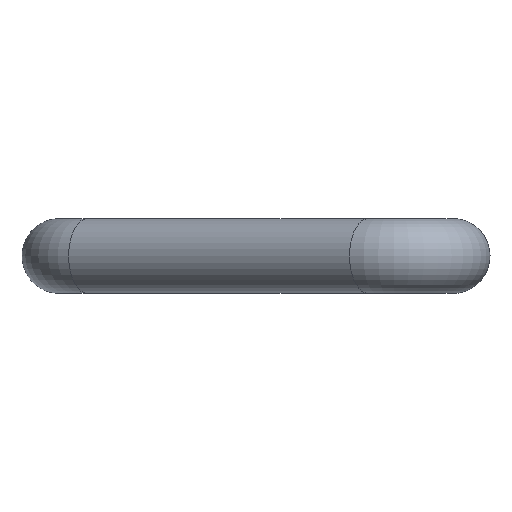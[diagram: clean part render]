
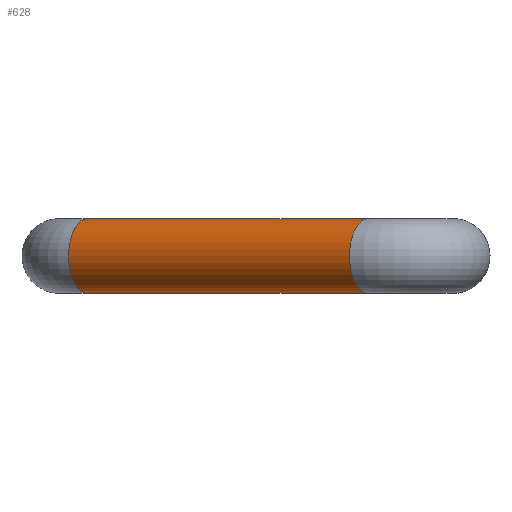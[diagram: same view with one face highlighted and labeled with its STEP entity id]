
A CAD part, left-side view. The second image highlights one B-rep face of the part: STEP entity #628.
In plain terms, the highlighted cylindrical face has radius 2 mm (diameter 4 mm), a full revolution.
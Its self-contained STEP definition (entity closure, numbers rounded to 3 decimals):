
#195 = AXIS2_PLACEMENT_3D ( 'NONE', #9250, #459, #9102 ) ;
#459 = DIRECTION ( 'NONE',  ( -0.5, -0.866, 0. ) ) ;
#463 = DIRECTION ( 'NONE',  ( -0.5, -0.866, 0. ) ) ;
#628 = ADVANCED_FACE ( 'NONE', ( #2270, #639 ), #3466, .T. ) ;
#639 = FACE_OUTER_BOUND ( 'NONE', #10412, .T. ) ;
#801 = EDGE_LOOP ( 'NONE', ( #908 ) ) ;
#908 = ORIENTED_EDGE ( 'NONE', *, *, #10657, .T. ) ;
#1462 = AXIS2_PLACEMENT_3D ( 'NONE', #8300, #2218, #6619 ) ;
#2072 = AXIS2_PLACEMENT_3D ( 'NONE', #9140, #463, #6476 ) ;
#2218 = DIRECTION ( 'NONE',  ( -0.5, -0.866, 0. ) ) ;
#2270 = FACE_OUTER_BOUND ( 'NONE', #801, .T. ) ;
#3455 = VERTEX_POINT ( 'NONE', #9521 ) ;
#3466 = CYLINDRICAL_SURFACE ( 'NONE', #1462, 2. ) ;
#5242 = VERTEX_POINT ( 'NONE', #8721 ) ;
#6232 = CIRCLE ( 'NONE', #2072, 2. ) ;
#6476 = DIRECTION ( 'NONE',  ( 0., 0., -1. ) ) ;
#6619 = DIRECTION ( 'NONE',  ( 0.866, -0.5, 0. ) ) ;
#8300 = CARTESIAN_POINT ( 'NONE',  ( -2.598, 21.5, 0. ) ) ;
#8677 = CIRCLE ( 'NONE', #195, 2. ) ;
#8721 = CARTESIAN_POINT ( 'NONE',  ( -11.258, 6.5, -2. ) ) ;
#9102 = DIRECTION ( 'NONE',  ( 0., 0., -1. ) ) ;
#9140 = CARTESIAN_POINT ( 'NONE',  ( -11.258, 6.5, 0. ) ) ;
#9250 = CARTESIAN_POINT ( 'NONE',  ( -2.598, 21.5, 0. ) ) ;
#9289 = EDGE_CURVE ( 'NONE', #5242, #5242, #6232, .T. ) ;
#9521 = CARTESIAN_POINT ( 'NONE',  ( -2.598, 21.5, -2. ) ) ;
#10412 = EDGE_LOOP ( 'NONE', ( #10982 ) ) ;
#10657 = EDGE_CURVE ( 'NONE', #3455, #3455, #8677, .T. ) ;
#10982 = ORIENTED_EDGE ( 'NONE', *, *, #9289, .F. ) ;
